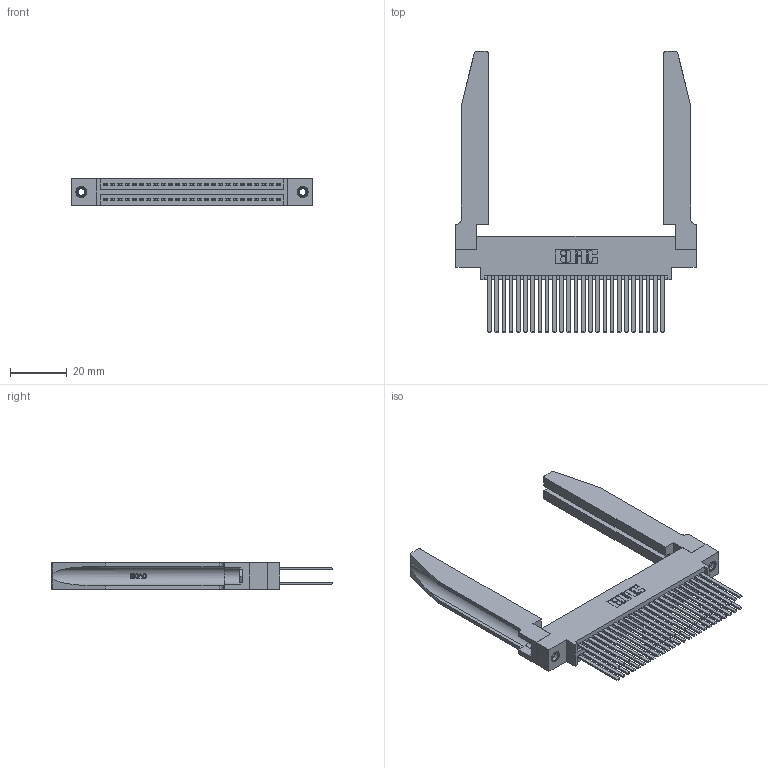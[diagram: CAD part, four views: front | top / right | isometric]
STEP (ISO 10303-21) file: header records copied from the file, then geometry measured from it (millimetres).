
FILE_DESCRIPTION (( 'STEP AP203' ), '1' );
FILE_NAME ('345-050-544-878.STEP', '2019-10-29T12:42:27', ( '' ), ( '' ), 'SwSTEP 2.0', 'SolidWorks 2016', '' );
FILE_SCHEMA (( 'CONFIG_CONTROL_DESIGN' ));
Length unit declared in the file: inch
Products named in the file (5): 345-050-544-878; 345-220-078_345-220-078; 345-292-001_345-293-144; 345 Part_0.170 Offset - 0.156 Dia-TH; 345-250-001_345-250-001-102
Assembly tree (55 placements, depth 2):
  345-050-544-878
    345 Part_0.170 Offset - 0.156 Dia-TH
    345-292-001_345-293-144  x50
    345-250-001_345-250-001-102  x2
    345-220-078_345-220-078  x2
Bounding box: 84.73 x 99.24 x 9.4 mm (x, y, z)
Volume: 16431.3 mm3; surface area: 21509.2 mm2
Topology: 55 solids, 55 shells, 2564 faces, 7511 edges, 4930 vertices
Faces by surface type: plane 1676, cylinder 836, bspline 36, cone 12, torus 4
Entity records: 26592 total; most frequent: CARTESIAN_POINT 5391, ORIENTED_EDGE 4222, DIRECTION 3765, EDGE_CURVE 2111, LINE 1789, VECTOR 1789, VERTEX_POINT 1400, AXIS2_PLACEMENT_3D 988
